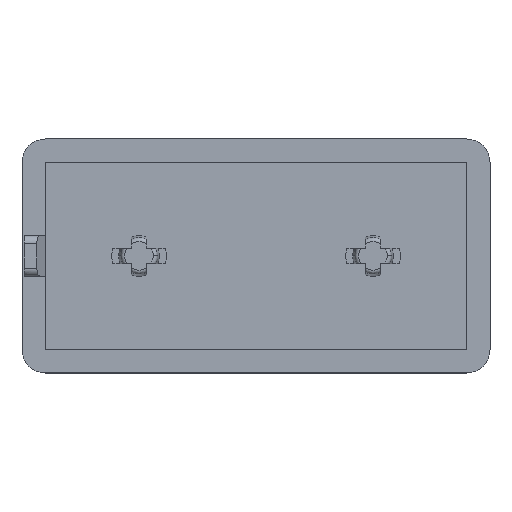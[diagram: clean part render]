
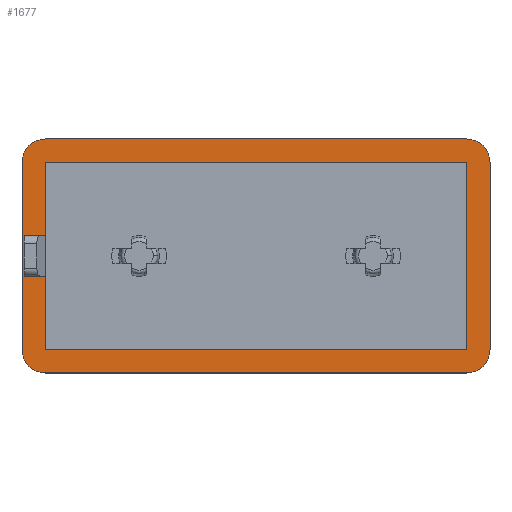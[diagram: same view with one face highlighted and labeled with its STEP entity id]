
A CAD part, top view. The second image highlights one B-rep face of the part: STEP entity #1677.
In plain terms, the highlighted planar face has unit normal (0, 0, 1).
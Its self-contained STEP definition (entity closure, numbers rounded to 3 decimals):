
#333 = ORIENTED_EDGE ( 'NONE', *, *, #940, .T. ) ;
#334 = ORIENTED_EDGE ( 'NONE', *, *, #941, .T. ) ;
#335 = ORIENTED_EDGE ( 'NONE', *, *, #942, .T. ) ;
#336 = ORIENTED_EDGE ( 'NONE', *, *, #943, .T. ) ;
#337 = ORIENTED_EDGE ( 'NONE', *, *, #944, .T. ) ;
#338 = ORIENTED_EDGE ( 'NONE', *, *, #945, .T. ) ;
#339 = ORIENTED_EDGE ( 'NONE', *, *, #946, .T. ) ;
#340 = ORIENTED_EDGE ( 'NONE', *, *, #947, .T. ) ;
#341 = ORIENTED_EDGE ( 'NONE', *, *, #948, .F. ) ;
#342 = ORIENTED_EDGE ( 'NONE', *, *, #949, .T. ) ;
#350 = EDGE_LOOP ( 'NONE', ( #333, #334, #335, #336, #337, #338, #339, #340 ) ) ;
#365 = EDGE_LOOP ( 'NONE', ( #341, #342, #434, #435, #436, #437, #438, #439 ) ) ;
#434 = ORIENTED_EDGE ( 'NONE', *, *, #950, .T. ) ;
#435 = ORIENTED_EDGE ( 'NONE', *, *, #951, .T. ) ;
#436 = ORIENTED_EDGE ( 'NONE', *, *, #952, .F. ) ;
#437 = ORIENTED_EDGE ( 'NONE', *, *, #953, .F. ) ;
#438 = ORIENTED_EDGE ( 'NONE', *, *, #954, .F. ) ;
#439 = ORIENTED_EDGE ( 'NONE', *, *, #955, .F. ) ;
#625 = DIRECTION ( 'NONE',  ( 1., 0., 0. ) ) ;
#660 = PLANE ( 'NONE',  #2250 ) ;
#693 = CARTESIAN_POINT ( 'NONE',  ( 45., -15., 3. ) ) ;
#716 = DIRECTION ( 'NONE',  ( 0., 0., 1. ) ) ;
#940 = EDGE_CURVE ( 'NONE', #1517, #1519, #1257, .T. ) ;
#941 = EDGE_CURVE ( 'NONE', #1519, #1522, #1258, .T. ) ;
#942 = EDGE_CURVE ( 'NONE', #1522, #1506, #1253, .T. ) ;
#943 = EDGE_CURVE ( 'NONE', #1506, #1507, #1252, .T. ) ;
#944 = EDGE_CURVE ( 'NONE', #1507, #1508, #1250, .T. ) ;
#945 = EDGE_CURVE ( 'NONE', #1508, #1509, #1249, .T. ) ;
#946 = EDGE_CURVE ( 'NONE', #1509, #1510, #1247, .T. ) ;
#947 = EDGE_CURVE ( 'NONE', #1510, #1517, #1246, .T. ) ;
#948 = EDGE_CURVE ( 'NONE', #1518, #1511, #1244, .T. ) ;
#949 = EDGE_CURVE ( 'NONE', #1518, #1513, #1255, .T. ) ;
#950 = EDGE_CURVE ( 'NONE', #1513, #1514, #1243, .T. ) ;
#951 = EDGE_CURVE ( 'NONE', #1514, #1515, #1239, .T. ) ;
#952 = EDGE_CURVE ( 'NONE', #1523, #1515, #1237, .T. ) ;
#953 = EDGE_CURVE ( 'NONE', #1521, #1523, #1235, .T. ) ;
#954 = EDGE_CURVE ( 'NONE', #1512, #1521, #1241, .T. ) ;
#955 = EDGE_CURVE ( 'NONE', #1511, #1512, #1233, .T. ) ;
#1228 = VECTOR ( 'NONE', #2722, 1000. ) ;
#1230 = VECTOR ( 'NONE', #2725, 1000. ) ;
#1232 = VECTOR ( 'NONE', #2726, 1000. ) ;
#1233 = LINE ( 'NONE', #2734, #1228 ) ;
#1234 = VECTOR ( 'NONE', #2729, 1000. ) ;
#1235 = LINE ( 'NONE', #2728, #1232 ) ;
#1236 = VECTOR ( 'NONE', #2731, 1000. ) ;
#1237 = LINE ( 'NONE', #2730, #1234 ) ;
#1238 = VECTOR ( 'NONE', #2733, 1000. ) ;
#1239 = LINE ( 'NONE', #2732, #1236 ) ;
#1240 = VECTOR ( 'NONE', #2735, 1000. ) ;
#1241 = LINE ( 'NONE', #2736, #1230 ) ;
#1242 = VECTOR ( 'NONE', #2747, 1000. ) ;
#1243 = LINE ( 'NONE', #2741, #1238 ) ;
#1244 = LINE ( 'NONE', #2749, #1242 ) ;
#1245 = VECTOR ( 'NONE', #2754, 1000. ) ;
#1246 = CIRCLE ( 'NONE', #2441, 3. ) ;
#1247 = LINE ( 'NONE', #2755, #1245 ) ;
#1248 = VECTOR ( 'NONE', #2760, 1000. ) ;
#1249 = CIRCLE ( 'NONE', #2442, 3. ) ;
#1250 = LINE ( 'NONE', #2761, #1248 ) ;
#1251 = VECTOR ( 'NONE', #2771, 1000. ) ;
#1252 = CIRCLE ( 'NONE', #2443, 3. ) ;
#1253 = LINE ( 'NONE', #2764, #1251 ) ;
#1254 = VECTOR ( 'NONE', #2763, 1000. ) ;
#1255 = LINE ( 'NONE', #2740, #1240 ) ;
#1257 = LINE ( 'NONE', #2765, #1254 ) ;
#1258 = CIRCLE ( 'NONE', #2444, 3. ) ;
#1506 = VERTEX_POINT ( 'NONE', #1782 ) ;
#1507 = VERTEX_POINT ( 'NONE', #1777 ) ;
#1508 = VERTEX_POINT ( 'NONE', #1775 ) ;
#1509 = VERTEX_POINT ( 'NONE', #1773 ) ;
#1510 = VERTEX_POINT ( 'NONE', #1766 ) ;
#1511 = VERTEX_POINT ( 'NONE', #1762 ) ;
#1512 = VERTEX_POINT ( 'NONE', #1768 ) ;
#1513 = VERTEX_POINT ( 'NONE', #1761 ) ;
#1514 = VERTEX_POINT ( 'NONE', #1760 ) ;
#1515 = VERTEX_POINT ( 'NONE', #1752 ) ;
#1517 = VERTEX_POINT ( 'NONE', #1744 ) ;
#1518 = VERTEX_POINT ( 'NONE', #1704 ) ;
#1519 = VERTEX_POINT ( 'NONE', #1741 ) ;
#1521 = VERTEX_POINT ( 'NONE', #1736 ) ;
#1522 = VERTEX_POINT ( 'NONE', #1733 ) ;
#1523 = VERTEX_POINT ( 'NONE', #1729 ) ;
#1677 = ADVANCED_FACE ( 'NONE', ( #2326, #2322 ), #660, .T. ) ;
#1704 = CARTESIAN_POINT ( 'NONE',  ( -12., -2.6, 3. ) ) ;
#1729 = CARTESIAN_POINT ( 'NONE',  ( -12., 12., 3. ) ) ;
#1733 = CARTESIAN_POINT ( 'NONE',  ( -12., -15., 3. ) ) ;
#1736 = CARTESIAN_POINT ( 'NONE',  ( 42., 12., 3. ) ) ;
#1741 = CARTESIAN_POINT ( 'NONE',  ( -15., -12., 3. ) ) ;
#1744 = CARTESIAN_POINT ( 'NONE',  ( -15., 12., 3. ) ) ;
#1752 = CARTESIAN_POINT ( 'NONE',  ( -12., 2.6, 3. ) ) ;
#1760 = CARTESIAN_POINT ( 'NONE',  ( -14.7, 2.6, 3. ) ) ;
#1761 = CARTESIAN_POINT ( 'NONE',  ( -14.7, -2.6, 3. ) ) ;
#1762 = CARTESIAN_POINT ( 'NONE',  ( -12., -12., 3. ) ) ;
#1766 = CARTESIAN_POINT ( 'NONE',  ( -12., 15., 3. ) ) ;
#1768 = CARTESIAN_POINT ( 'NONE',  ( 42., -12., 3. ) ) ;
#1773 = CARTESIAN_POINT ( 'NONE',  ( 42., 15., 3. ) ) ;
#1775 = CARTESIAN_POINT ( 'NONE',  ( 45., 12., 3. ) ) ;
#1777 = CARTESIAN_POINT ( 'NONE',  ( 45., -12., 3. ) ) ;
#1782 = CARTESIAN_POINT ( 'NONE',  ( 42., -15., 3. ) ) ;
#2250 = AXIS2_PLACEMENT_3D ( 'NONE', #693, #716, #625 ) ;
#2322 = FACE_BOUND ( 'NONE', #365, .T. ) ;
#2326 = FACE_OUTER_BOUND ( 'NONE', #350, .T. ) ;
#2441 = AXIS2_PLACEMENT_3D ( 'NONE', #2739, #2738, #2737 ) ;
#2442 = AXIS2_PLACEMENT_3D ( 'NONE', #2745, #2744, #2743 ) ;
#2443 = AXIS2_PLACEMENT_3D ( 'NONE', #2753, #2752, #2751 ) ;
#2444 = AXIS2_PLACEMENT_3D ( 'NONE', #2759, #2758, #2757 ) ;
#2722 = DIRECTION ( 'NONE',  ( 1., 0., 0. ) ) ;
#2725 = DIRECTION ( 'NONE',  ( 0., 1., 0. ) ) ;
#2726 = DIRECTION ( 'NONE',  ( -1., 0., 0. ) ) ;
#2728 = CARTESIAN_POINT ( 'NONE',  ( -12., 12., 3. ) ) ;
#2729 = DIRECTION ( 'NONE',  ( 0., -1., 0. ) ) ;
#2730 = CARTESIAN_POINT ( 'NONE',  ( -12., 12., 3. ) ) ;
#2731 = DIRECTION ( 'NONE',  ( 1., 0., 0. ) ) ;
#2732 = CARTESIAN_POINT ( 'NONE',  ( 45., 2.6, 3. ) ) ;
#2733 = DIRECTION ( 'NONE',  ( 0., 1., 0. ) ) ;
#2734 = CARTESIAN_POINT ( 'NONE',  ( -12., -12., 3. ) ) ;
#2735 = DIRECTION ( 'NONE',  ( -1., 0., 0. ) ) ;
#2736 = CARTESIAN_POINT ( 'NONE',  ( 42., 12., 3. ) ) ;
#2737 = DIRECTION ( 'NONE',  ( 1., 0., 0. ) ) ;
#2738 = DIRECTION ( 'NONE',  ( 0., 0., 1. ) ) ;
#2739 = CARTESIAN_POINT ( 'NONE',  ( -12., 12., 3. ) ) ;
#2740 = CARTESIAN_POINT ( 'NONE',  ( 45., -2.6, 3. ) ) ;
#2741 = CARTESIAN_POINT ( 'NONE',  ( -14.7, -15., 3. ) ) ;
#2743 = DIRECTION ( 'NONE',  ( 1., 0., 0. ) ) ;
#2744 = DIRECTION ( 'NONE',  ( 0., 0., 1. ) ) ;
#2745 = CARTESIAN_POINT ( 'NONE',  ( 42., 12., 3. ) ) ;
#2747 = DIRECTION ( 'NONE',  ( 0., -1., 0. ) ) ;
#2749 = CARTESIAN_POINT ( 'NONE',  ( -12., 12., 3. ) ) ;
#2751 = DIRECTION ( 'NONE',  ( 1., 0., 0. ) ) ;
#2752 = DIRECTION ( 'NONE',  ( 0., 0., 1. ) ) ;
#2753 = CARTESIAN_POINT ( 'NONE',  ( 42., -12., 3. ) ) ;
#2754 = DIRECTION ( 'NONE',  ( -1., 0., 0. ) ) ;
#2755 = CARTESIAN_POINT ( 'NONE',  ( -15., 15., 3. ) ) ;
#2757 = DIRECTION ( 'NONE',  ( 1., 0., 0. ) ) ;
#2758 = DIRECTION ( 'NONE',  ( 0., 0., 1. ) ) ;
#2759 = CARTESIAN_POINT ( 'NONE',  ( -12., -12., 3. ) ) ;
#2760 = DIRECTION ( 'NONE',  ( 0., 1., 0. ) ) ;
#2761 = CARTESIAN_POINT ( 'NONE',  ( 45., 15., 3. ) ) ;
#2763 = DIRECTION ( 'NONE',  ( 0., -1., 0. ) ) ;
#2764 = CARTESIAN_POINT ( 'NONE',  ( -15., -15., 3. ) ) ;
#2765 = CARTESIAN_POINT ( 'NONE',  ( -15., 15., 3. ) ) ;
#2771 = DIRECTION ( 'NONE',  ( 1., 0., 0. ) ) ;
